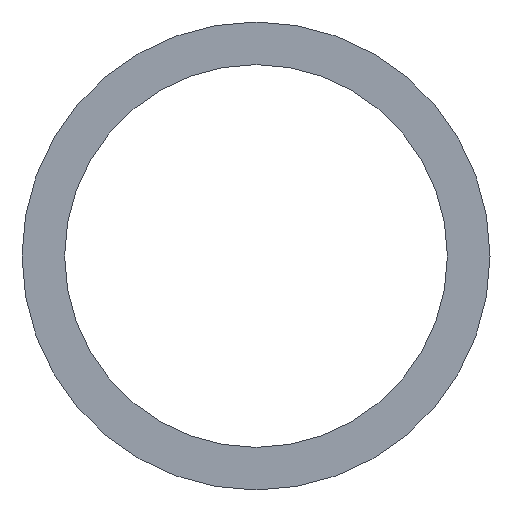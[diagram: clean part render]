
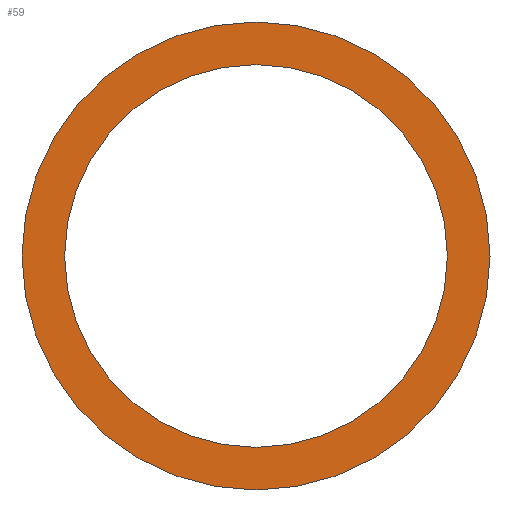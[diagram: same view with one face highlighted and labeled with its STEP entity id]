
A CAD part, left-side view. The second image highlights one B-rep face of the part: STEP entity #59.
In plain terms, the highlighted planar face has unit normal (-1, 0, 0).
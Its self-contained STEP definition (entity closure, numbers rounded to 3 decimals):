
#57 = EDGE_CURVE( '', #79, #103, #129, .T. );
#59 = ADVANCED_FACE( '', ( #131, #132 ), #133, .F. );
#65 = VERTEX_POINT( '', #139 );
#73 = EDGE_CURVE( '', #97, #65, #148, .T. );
#79 = VERTEX_POINT( '', #155 );
#91 = EDGE_CURVE( '', #103, #79, #169, .T. );
#95 = EDGE_CURVE( '', #65, #97, #173, .T. );
#97 = VERTEX_POINT( '', #175 );
#103 = VERTEX_POINT( '', #181 );
#129 = CIRCLE( '', #199, 73.6 );
#131 = FACE_OUTER_BOUND( '', #201, .T. );
#132 = FACE_BOUND( '', #202, .T. );
#133 = PLANE( '', #203 );
#139 = CARTESIAN_POINT( '', ( 0., 0., 90. ) );
#148 = CIRCLE( '', #223, 90. );
#155 = CARTESIAN_POINT( '', ( 0., 0., -73.6 ) );
#169 = CIRCLE( '', #249, 73.6 );
#173 = CIRCLE( '', #255, 90. );
#175 = CARTESIAN_POINT( '', ( 0., 0., -90. ) );
#181 = CARTESIAN_POINT( '', ( 0., 0., 73.6 ) );
#199 = AXIS2_PLACEMENT_3D( '', #277, #278, #279 );
#201 = EDGE_LOOP( '', ( #281, #282 ) );
#202 = EDGE_LOOP( '', ( #283, #284 ) );
#203 = AXIS2_PLACEMENT_3D( '', #285, #286, #287 );
#223 = AXIS2_PLACEMENT_3D( '', #302, #303, #304 );
#249 = AXIS2_PLACEMENT_3D( '', #331, #332, #333 );
#255 = AXIS2_PLACEMENT_3D( '', #337, #338, #339 );
#277 = CARTESIAN_POINT( '', ( 0., 0., 0. ) );
#278 = DIRECTION( '', ( 1., 0., 0. ) );
#279 = DIRECTION( '', ( 0., 0., -1. ) );
#281 = ORIENTED_EDGE( '', *, *, #73, .F. );
#282 = ORIENTED_EDGE( '', *, *, #95, .F. );
#283 = ORIENTED_EDGE( '', *, *, #57, .T. );
#284 = ORIENTED_EDGE( '', *, *, #91, .T. );
#285 = CARTESIAN_POINT( '', ( 0., 0., 0. ) );
#286 = DIRECTION( '', ( 1., 0., 0. ) );
#287 = DIRECTION( '', ( 0., 0., -1. ) );
#302 = CARTESIAN_POINT( '', ( 0., 0., 0. ) );
#303 = DIRECTION( '', ( 1., 0., 0. ) );
#304 = DIRECTION( '', ( 0., 0., -1. ) );
#331 = CARTESIAN_POINT( '', ( 0., 0., 0. ) );
#332 = DIRECTION( '', ( 1., 0., 0. ) );
#333 = DIRECTION( '', ( 0., 0., -1. ) );
#337 = CARTESIAN_POINT( '', ( 0., 0., 0. ) );
#338 = DIRECTION( '', ( 1., 0., 0. ) );
#339 = DIRECTION( '', ( 0., 0., -1. ) );
